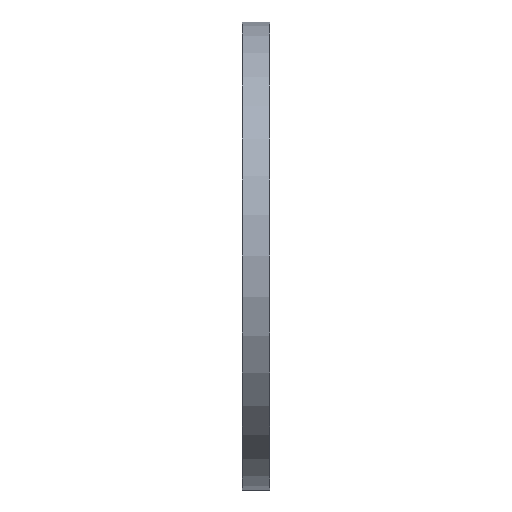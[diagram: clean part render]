
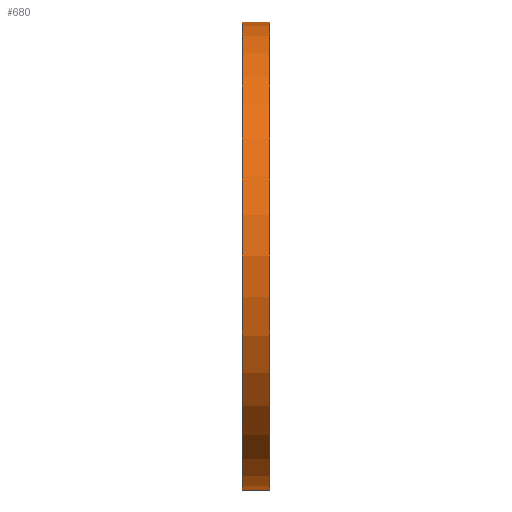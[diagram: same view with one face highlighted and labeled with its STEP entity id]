
A CAD part, left-side view. The second image highlights one B-rep face of the part: STEP entity #680.
In plain terms, the highlighted cylindrical face has radius 222.5 mm (diameter 445 mm), a partial arc.
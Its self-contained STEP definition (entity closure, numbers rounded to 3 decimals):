
#29 = DIRECTION ( 'NONE',  ( 0., 0., 1. ) ) ;
#31 = ORIENTED_EDGE ( 'NONE', *, *, #597, .F. ) ;
#63 = LINE ( 'NONE', #613, #618 ) ;
#72 = CARTESIAN_POINT ( 'NONE',  ( 0., 34.695, -222.5 ) ) ;
#107 = CARTESIAN_POINT ( 'NONE',  ( 0., 26., 0. ) ) ;
#152 = EDGE_LOOP ( 'NONE', ( #1033, #847, #1153, #31 ) ) ;
#154 = DIRECTION ( 'NONE',  ( 0., 1., 0. ) ) ;
#216 = VERTEX_POINT ( 'NONE', #228 ) ;
#220 = EDGE_CURVE ( 'NONE', #216, #748, #63, .T. ) ;
#228 = CARTESIAN_POINT ( 'NONE',  ( 0., 0., 222.5 ) ) ;
#245 = DIRECTION ( 'NONE',  ( 0., 1., 0. ) ) ;
#260 = AXIS2_PLACEMENT_3D ( 'NONE', #850, #276, #29 ) ;
#276 = DIRECTION ( 'NONE',  ( 0., 1., 0. ) ) ;
#400 = CARTESIAN_POINT ( 'NONE',  ( 0., 0., -222.5 ) ) ;
#412 = DIRECTION ( 'NONE',  ( 0., 1., 0. ) ) ;
#476 = FACE_OUTER_BOUND ( 'NONE', #152, .T. ) ;
#564 = DIRECTION ( 'NONE',  ( 0., 1., 0. ) ) ;
#576 = DIRECTION ( 'NONE',  ( 0., 0., 1. ) ) ;
#597 = EDGE_CURVE ( 'NONE', #926, #748, #647, .T. ) ;
#613 = CARTESIAN_POINT ( 'NONE',  ( 0., 34.695, 222.5 ) ) ;
#618 = VECTOR ( 'NONE', #154, 1000. ) ;
#647 = CIRCLE ( 'NONE', #920, 222.5 ) ;
#680 = ADVANCED_FACE ( 'NONE', ( #476 ), #1101, .T. ) ;
#747 = CARTESIAN_POINT ( 'NONE',  ( 0., 26., -222.5 ) ) ;
#748 = VERTEX_POINT ( 'NONE', #935 ) ;
#790 = VECTOR ( 'NONE', #245, 1000. ) ;
#840 = CIRCLE ( 'NONE', #902, 222.5 ) ;
#847 = ORIENTED_EDGE ( 'NONE', *, *, #1163, .T. ) ;
#850 = CARTESIAN_POINT ( 'NONE',  ( 0., 34.695, 0. ) ) ;
#879 = CARTESIAN_POINT ( 'NONE',  ( 0., 0., 0. ) ) ;
#902 = AXIS2_PLACEMENT_3D ( 'NONE', #879, #412, #1138 ) ;
#920 = AXIS2_PLACEMENT_3D ( 'NONE', #107, #564, #576 ) ;
#926 = VERTEX_POINT ( 'NONE', #747 ) ;
#935 = CARTESIAN_POINT ( 'NONE',  ( 0., 26., 222.5 ) ) ;
#977 = LINE ( 'NONE', #72, #790 ) ;
#1033 = ORIENTED_EDGE ( 'NONE', *, *, #1040, .F. ) ;
#1040 = EDGE_CURVE ( 'NONE', #1129, #926, #977, .T. ) ;
#1101 = CYLINDRICAL_SURFACE ( 'NONE', #260, 222.5 ) ;
#1129 = VERTEX_POINT ( 'NONE', #400 ) ;
#1138 = DIRECTION ( 'NONE',  ( 0., 0., 1. ) ) ;
#1153 = ORIENTED_EDGE ( 'NONE', *, *, #220, .T. ) ;
#1163 = EDGE_CURVE ( 'NONE', #1129, #216, #840, .T. ) ;
